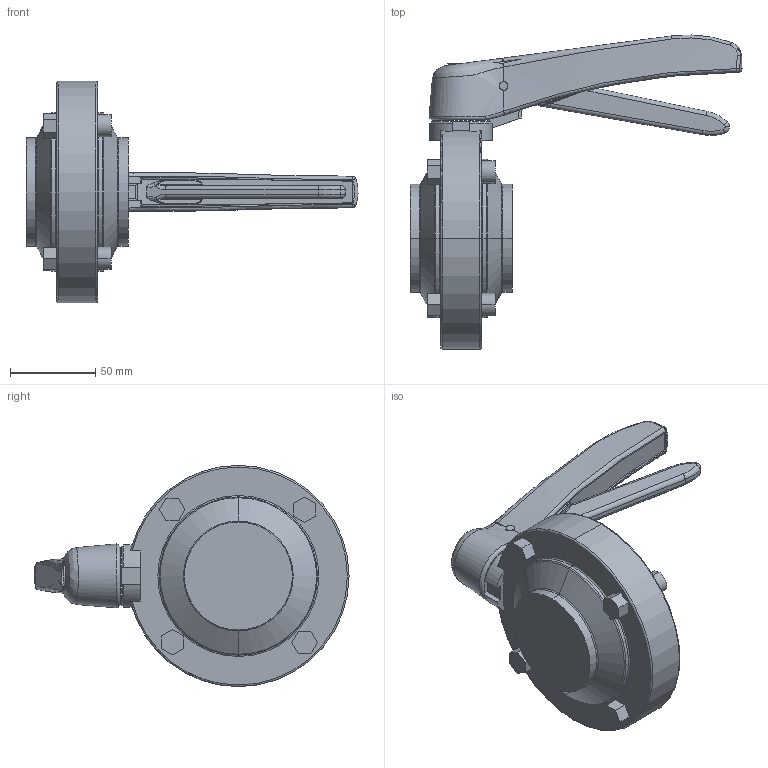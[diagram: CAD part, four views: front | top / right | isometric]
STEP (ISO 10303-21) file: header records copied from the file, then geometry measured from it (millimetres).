
FILE_DESCRIPTION (( 'STEP AP214' ), '1' );
FILE_NAME ('4351064xxx-xxx.STEP', '2015-05-29T09:40:23', ( 'install' ), ( 'Microsoft' ), 'SwSTEP 2.0', 'SolidWorks 2013', '' );
FILE_SCHEMA (( 'AUTOMOTIVE_DESIGN' ));
Length unit declared in the file: millimetre
Products named in the file (1): 4351064xxx-xxx
Bounding box: 194.99 x 184.47 x 130 mm (x, y, z)
Volume: 613658.2 mm3; surface area: 70458.8 mm2
Topology: 2 solids, 2 shells, 280 faces, 725 edges, 450 vertices
Faces by surface type: plane 99, bspline 73, cylinder 72, torus 28, cone 8
Entity records: 14191 total; most frequent: CARTESIAN_POINT 8003, ORIENTED_EDGE 1434, DIRECTION 1087, EDGE_CURVE 717, VERTEX_POINT 450, AXIS2_PLACEMENT_3D 411, EDGE_LOOP 297, ADVANCED_FACE 280
